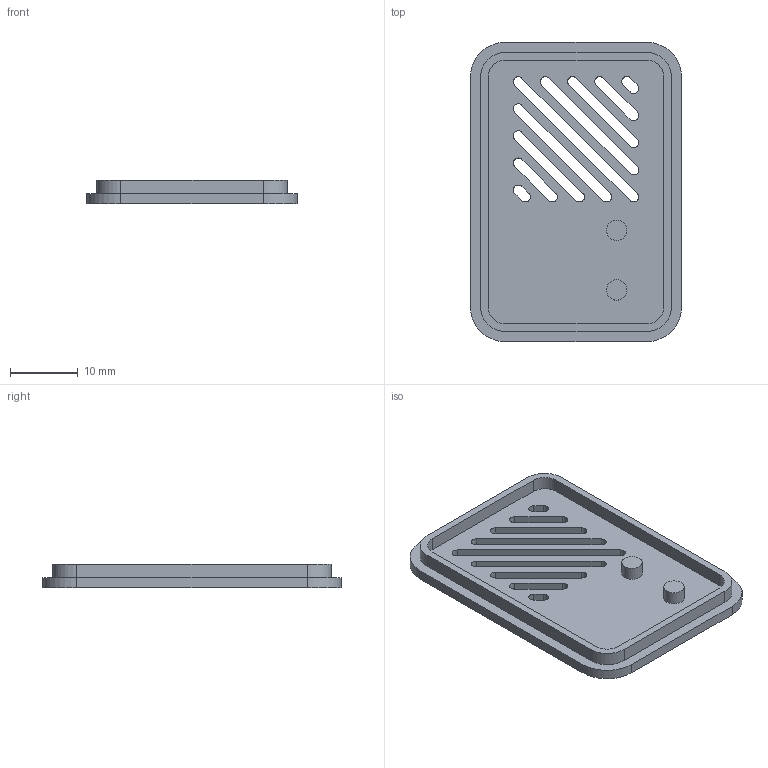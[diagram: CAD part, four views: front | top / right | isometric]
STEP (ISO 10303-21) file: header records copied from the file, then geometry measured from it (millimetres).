
FILE_DESCRIPTION( ( '' ), ' ' );
FILE_NAME( '5d0f6a704f7863174d054deb.step', '2019-06-23T12:02:57', ( '' ), ( '' ), ' ', ' ', ' ' );
FILE_SCHEMA( ( 'AUTOMOTIVE_DESIGN { 1 0 10303 214 1 1 1 1 }' ) );
Length unit declared in the file: metre
Products named in the file (1): Part 1
Bounding box: 31.1 x 44.1 x 3.5 mm (x, y, z)
Volume: 2080 mm3; surface area: 3496.7 mm2
Topology: 1 solids, 1 shells, 68 faces, 188 edges, 126 vertices
Faces by surface type: plane 36, cylinder 27, extrusion 5
Full cylindrical faces by diameter (mm): 3 x2
Entity records: 2760 total; most frequent: CARTESIAN_POINT 422, ORIENTED_EDGE 368, DIRECTION 361, EDGE_CURVE 184, VECTOR 125, VERTEX_POINT 124, LINE 120, AXIS2_PLACEMENT_3D 118
